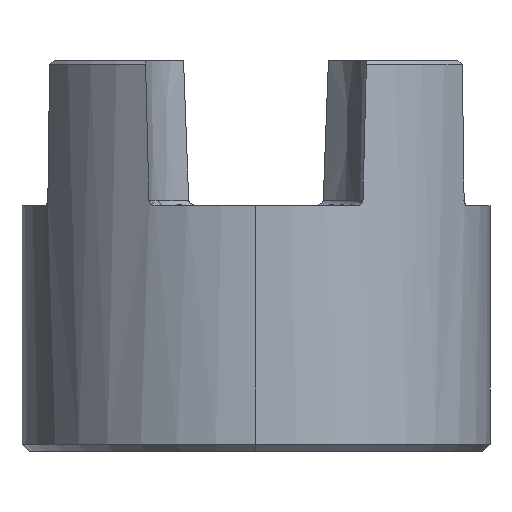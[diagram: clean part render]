
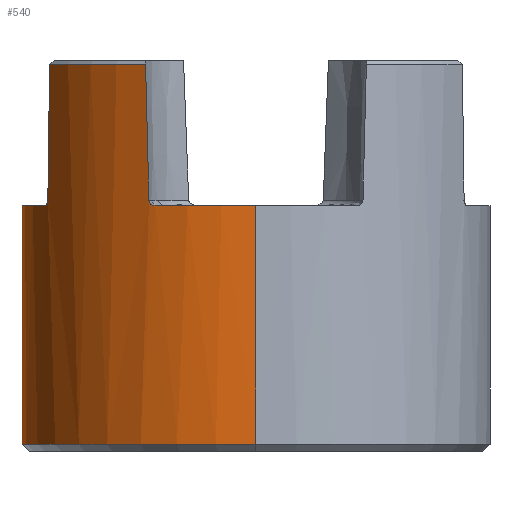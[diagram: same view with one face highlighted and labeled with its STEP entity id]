
A CAD part, front view. The second image highlights one B-rep face of the part: STEP entity #540.
In plain terms, the highlighted cylindrical face has radius 32.385 mm (diameter 64.77 mm), a partial arc.
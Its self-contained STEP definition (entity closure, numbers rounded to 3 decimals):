
#48 = VERTEX_POINT ( 'NONE', #638 ) ;
#67 = ORIENTED_EDGE ( 'NONE', *, *, #1185, .F. ) ;
#87 = DIRECTION ( 'NONE',  ( 0., -1., 0. ) ) ;
#125 = VECTOR ( 'NONE', #1140, 1000. ) ;
#160 = VERTEX_POINT ( 'NONE', #1836 ) ;
#167 = CARTESIAN_POINT ( 'NONE',  ( -14.144, -29.133, 34.051 ) ) ;
#168 = CARTESIAN_POINT ( 'NONE',  ( 0., 0., 34.036 ) ) ;
#169 = CIRCLE ( 'NONE', #1847, 32.385 ) ;
#181 = CARTESIAN_POINT ( 'NONE',  ( -14.338, -29.038, 34.113 ) ) ;
#203 = CARTESIAN_POINT ( 'NONE',  ( -29.133, -14.146, 34.036 ) ) ;
#222 = DIRECTION ( 'NONE',  ( 0., 0., 1. ) ) ;
#264 = CARTESIAN_POINT ( 'NONE',  ( 0., 0., 0. ) ) ;
#283 = DIRECTION ( 'NONE',  ( 0., 0., 1. ) ) ;
#289 = DIRECTION ( 'NONE',  ( 1., 0., 0. ) ) ;
#305 = CARTESIAN_POINT ( 'NONE',  ( -28.556, -15.276, 53.594 ) ) ;
#322 = CARTESIAN_POINT ( 'NONE',  ( -15.122, -28.638, 47.323 ) ) ;
#327 = CARTESIAN_POINT ( 'NONE',  ( -14.43, -28.993, 34.159 ) ) ;
#331 = CARTESIAN_POINT ( 'NONE',  ( -14.596, -28.909, 34.286 ) ) ;
#338 = CARTESIAN_POINT ( 'NONE',  ( -14.669, -28.872, 34.366 ) ) ;
#344 = CARTESIAN_POINT ( 'NONE',  ( -14.775, -28.818, 34.558 ) ) ;
#374 = CARTESIAN_POINT ( 'NONE',  ( -29.034, -14.347, 34.095 ) ) ;
#379 = CARTESIAN_POINT ( 'NONE',  ( 0., 0., 1.016 ) ) ;
#387 = DIRECTION ( 'NONE',  ( 0., 0., 1. ) ) ;
#430 = VERTEX_POINT ( 'NONE', #921 ) ;
#442 = CARTESIAN_POINT ( 'NONE',  ( -14.807, -28.802, 34.668 ) ) ;
#443 = CYLINDRICAL_SURFACE ( 'NONE', #1591, 32.385 ) ;
#459 = CARTESIAN_POINT ( 'NONE',  ( -14.81, -28.8, 34.781 ) ) ;
#510 = LINE ( 'NONE', #1455, #125 ) ;
#538 = DIRECTION ( 'NONE',  ( 0., -1., 0. ) ) ;
#539 = CARTESIAN_POINT ( 'NONE',  ( 0., 0., 34.036 ) ) ;
#540 = ADVANCED_FACE ( 'NONE', ( #597 ), #443, .T. ) ;
#550 = DIRECTION ( 'NONE',  ( 0., 0., 1. ) ) ;
#555 = DIRECTION ( 'NONE',  ( 1., 0., 0. ) ) ;
#563 = CARTESIAN_POINT ( 'NONE',  ( -13.942, -29.23, 34.036 ) ) ;
#566 = VERTEX_POINT ( 'NONE', #1874 ) ;
#587 = EDGE_CURVE ( 'NONE', #1671, #1334, #1714, .T. ) ;
#597 = FACE_OUTER_BOUND ( 'NONE', #1087, .T. ) ;
#611 = CARTESIAN_POINT ( 'NONE',  ( -28.638, -15.122, 47.323 ) ) ;
#612 = CARTESIAN_POINT ( 'NONE',  ( -28.556, -15.276, 53.594 ) ) ;
#638 = CARTESIAN_POINT ( 'NONE',  ( -15.276, -28.556, 53.594 ) ) ;
#667 = ORIENTED_EDGE ( 'NONE', *, *, #1819, .F. ) ;
#674 = CARTESIAN_POINT ( 'NONE',  ( -13.942, -29.23, 34.036 ) ) ;
#692 = DIRECTION ( 'NONE',  ( 0., -1., 0. ) ) ;
#694 = AXIS2_PLACEMENT_3D ( 'NONE', #379, #387, #692 ) ;
#731 = EDGE_CURVE ( 'NONE', #1440, #160, #1799, .T. ) ;
#742 = CARTESIAN_POINT ( 'NONE',  ( -28.72, -14.966, 41.052 ) ) ;
#747 = CARTESIAN_POINT ( 'NONE',  ( -28.8, -14.81, 34.781 ) ) ;
#761 = CARTESIAN_POINT ( 'NONE',  ( -15.276, -28.556, 53.594 ) ) ;
#776 = B_SPLINE_CURVE_WITH_KNOTS ( 'NONE', 3,
 ( #674, #818, #167, #181, #327, #331, #338, #344, #442, #459 ),
 .UNSPECIFIED., .F., .F.,
 ( 4, 2, 2, 2, 4 ),
 ( 0., 0., 0.001, 0.001, 0.001 ),
 .UNSPECIFIED. ) ;
#804 = ORIENTED_EDGE ( 'NONE', *, *, #909, .T. ) ;
#818 = CARTESIAN_POINT ( 'NONE',  ( -14.044, -29.181, 34.036 ) ) ;
#876 = VECTOR ( 'NONE', #1888, 1000. ) ;
#909 = EDGE_CURVE ( 'NONE', #1823, #1671, #1856, .T. ) ;
#921 = CARTESIAN_POINT ( 'NONE',  ( -14.81, -28.8, 34.781 ) ) ;
#932 = CARTESIAN_POINT ( 'NONE',  ( -14.966, -28.72, 41.052 ) ) ;
#939 = VERTEX_POINT ( 'NONE', #1373 ) ;
#947 = B_SPLINE_CURVE_WITH_KNOTS ( 'NONE', 3,
 ( #761, #322, #932, #1074 ),
 .UNSPECIFIED., .F., .F.,
 ( 4, 4 ),
 ( 0.131, 0.15 ),
 .UNSPECIFIED. ) ;
#949 = CARTESIAN_POINT ( 'NONE',  ( -28.8, -14.81, 34.781 ) ) ;
#956 = ORIENTED_EDGE ( 'NONE', *, *, #1358, .T. ) ;
#1007 = CARTESIAN_POINT ( 'NONE',  ( -28.802, -14.807, 34.668 ) ) ;
#1057 = CARTESIAN_POINT ( 'NONE',  ( -29.23, -13.942, 34.036 ) ) ;
#1074 = CARTESIAN_POINT ( 'NONE',  ( -14.81, -28.8, 34.781 ) ) ;
#1087 = EDGE_LOOP ( 'NONE', ( #956, #1629, #1676, #1406, #667, #1835, #804, #1128, #1848, #67 ) ) ;
#1114 = VERTEX_POINT ( 'NONE', #1474 ) ;
#1128 = ORIENTED_EDGE ( 'NONE', *, *, #587, .T. ) ;
#1140 = DIRECTION ( 'NONE',  ( 0., 0., 1. ) ) ;
#1161 = CARTESIAN_POINT ( 'NONE',  ( -28.872, -14.67, 34.368 ) ) ;
#1174 = EDGE_CURVE ( 'NONE', #566, #160, #510, .T. ) ;
#1176 = EDGE_CURVE ( 'NONE', #48, #1823, #169, .T. ) ;
#1180 = CARTESIAN_POINT ( 'NONE',  ( -28.818, -14.775, 34.558 ) ) ;
#1185 = EDGE_CURVE ( 'NONE', #939, #1114, #1342, .T. ) ;
#1217 = AXIS2_PLACEMENT_3D ( 'NONE', #539, #550, #555 ) ;
#1265 = CARTESIAN_POINT ( 'NONE',  ( -28.909, -14.597, 34.287 ) ) ;
#1315 = CARTESIAN_POINT ( 'NONE',  ( -29.23, -13.942, 34.036 ) ) ;
#1334 = VERTEX_POINT ( 'NONE', #1057 ) ;
#1338 = CARTESIAN_POINT ( 'NONE',  ( -28.8, -14.81, 34.781 ) ) ;
#1342 = LINE ( 'NONE', #1741, #876 ) ;
#1358 = EDGE_CURVE ( 'NONE', #939, #566, #1544, .T. ) ;
#1373 = CARTESIAN_POINT ( 'NONE',  ( -32.376, -0.762, 1.016 ) ) ;
#1406 = ORIENTED_EDGE ( 'NONE', *, *, #1761, .T. ) ;
#1427 = EDGE_CURVE ( 'NONE', #1114, #1334, #1505, .T. ) ;
#1440 = VERTEX_POINT ( 'NONE', #563 ) ;
#1455 = CARTESIAN_POINT ( 'NONE',  ( 0., -32.385, 0. ) ) ;
#1474 = CARTESIAN_POINT ( 'NONE',  ( -32.376, -0.762, 34.036 ) ) ;
#1505 = CIRCLE ( 'NONE', #1217, 32.385 ) ;
#1544 = CIRCLE ( 'NONE', #694, 32.385 ) ;
#1557 = AXIS2_PLACEMENT_3D ( 'NONE', #168, #283, #289 ) ;
#1591 = AXIS2_PLACEMENT_3D ( 'NONE', #264, #222, #538 ) ;
#1629 = ORIENTED_EDGE ( 'NONE', *, *, #1174, .T. ) ;
#1671 = VERTEX_POINT ( 'NONE', #1338 ) ;
#1676 = ORIENTED_EDGE ( 'NONE', *, *, #731, .F. ) ;
#1714 = B_SPLINE_CURVE_WITH_KNOTS ( 'NONE', 3,
 ( #949, #1007, #1180, #1161, #1265, #374, #203, #1315 ),
 .UNSPECIFIED., .F., .F.,
 ( 4, 2, 2, 4 ),
 ( 0., 0., 0.001, 0.001 ),
 .UNSPECIFIED. ) ;
#1741 = CARTESIAN_POINT ( 'NONE',  ( -32.376, -0.762, 0. ) ) ;
#1761 = EDGE_CURVE ( 'NONE', #1440, #430, #776, .T. ) ;
#1799 = CIRCLE ( 'NONE', #1557, 32.385 ) ;
#1819 = EDGE_CURVE ( 'NONE', #48, #430, #947, .T. ) ;
#1823 = VERTEX_POINT ( 'NONE', #612 ) ;
#1835 = ORIENTED_EDGE ( 'NONE', *, *, #1176, .T. ) ;
#1836 = CARTESIAN_POINT ( 'NONE',  ( 0., -32.385, 34.036 ) ) ;
#1847 = AXIS2_PLACEMENT_3D ( 'NONE', #1893, #1903, #87 ) ;
#1848 = ORIENTED_EDGE ( 'NONE', *, *, #1427, .F. ) ;
#1856 = B_SPLINE_CURVE_WITH_KNOTS ( 'NONE', 3,
 ( #305, #611, #742, #747 ),
 .UNSPECIFIED., .F., .F.,
 ( 4, 4 ),
 ( 0.001, 0.019 ),
 .UNSPECIFIED. ) ;
#1874 = CARTESIAN_POINT ( 'NONE',  ( 0., -32.385, 1.016 ) ) ;
#1888 = DIRECTION ( 'NONE',  ( 0., 0., 1. ) ) ;
#1893 = CARTESIAN_POINT ( 'NONE',  ( 0., 0., 53.594 ) ) ;
#1903 = DIRECTION ( 'NONE',  ( 0., 0., -1. ) ) ;
